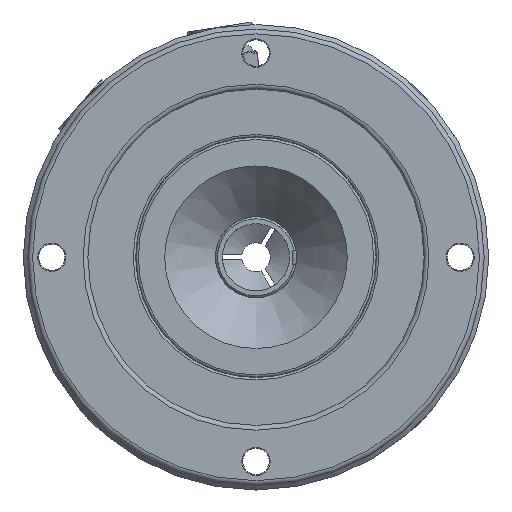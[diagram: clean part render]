
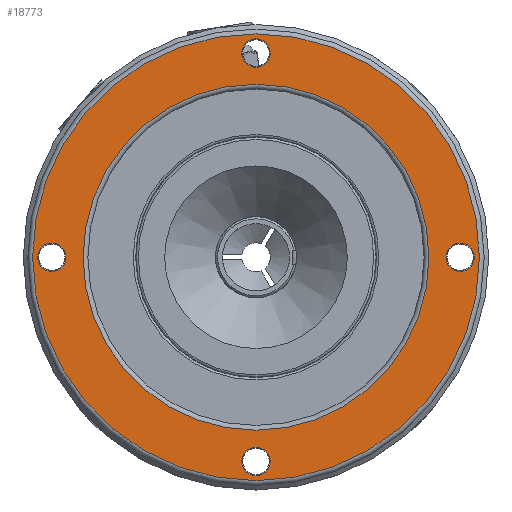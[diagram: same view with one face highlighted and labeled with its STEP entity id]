
A CAD part, left-side view. The second image highlights one B-rep face of the part: STEP entity #18773.
In plain terms, the highlighted planar face has unit normal (-1, 0, 0).
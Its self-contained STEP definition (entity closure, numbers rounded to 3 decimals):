
#121 = EDGE_LOOP ( 'NONE', ( #13683 ) ) ;
#371 = CIRCLE ( 'NONE', #33721, 2.95 ) ;
#625 = FACE_BOUND ( 'NONE', #44015, .T. ) ;
#898 = PLANE ( 'NONE',  #27229 ) ;
#1373 = CARTESIAN_POINT ( 'NONE',  ( 0., 42.5, 0. ) ) ;
#3651 = EDGE_LOOP ( 'NONE', ( #27308 ) ) ;
#4734 = FACE_BOUND ( 'NONE', #121, .T. ) ;
#5578 = CARTESIAN_POINT ( 'NONE',  ( 0., 35., 0. ) ) ;
#5764 = DIRECTION ( 'NONE',  ( 1., 0., 0. ) ) ;
#6743 = AXIS2_PLACEMENT_3D ( 'NONE', #20852, #29259, #7789 ) ;
#7789 = DIRECTION ( 'NONE',  ( 0., 0., -1. ) ) ;
#7828 = VERTEX_POINT ( 'NONE', #29021 ) ;
#8839 = EDGE_CURVE ( 'NONE', #51770, #51770, #18747, .T. ) ;
#9117 = VERTEX_POINT ( 'NONE', #14034 ) ;
#9877 = CIRCLE ( 'NONE', #17279, 46.5 ) ;
#10232 = DIRECTION ( 'NONE',  ( 1., 0., 0. ) ) ;
#13683 = ORIENTED_EDGE ( 'NONE', *, *, #50150, .T. ) ;
#14034 = CARTESIAN_POINT ( 'NONE',  ( 0., -42.5, -2.95 ) ) ;
#14088 = DIRECTION ( 'NONE',  ( 0., 0., -1. ) ) ;
#15291 = CIRCLE ( 'NONE', #31038, 36. ) ;
#15603 = DIRECTION ( 'NONE',  ( 0., 0., -1. ) ) ;
#15802 = AXIS2_PLACEMENT_3D ( 'NONE', #1373, #5764, #15603 ) ;
#17279 = AXIS2_PLACEMENT_3D ( 'NONE', #29188, #19631, #46014 ) ;
#18437 = EDGE_LOOP ( 'NONE', ( #45042 ) ) ;
#18627 = FACE_BOUND ( 'NONE', #18437, .T. ) ;
#18747 = CIRCLE ( 'NONE', #6743, 2.95 ) ;
#18773 = ADVANCED_FACE ( 'NONE', ( #40385, #18627, #625, #49674, #31968, #4734 ), #898, .F. ) ;
#19425 = AXIS2_PLACEMENT_3D ( 'NONE', #32335, #36690, #45691 ) ;
#19631 = DIRECTION ( 'NONE',  ( -1., 0., 0. ) ) ;
#20852 = CARTESIAN_POINT ( 'NONE',  ( 0., 0., -42.5 ) ) ;
#21174 = VERTEX_POINT ( 'NONE', #24927 ) ;
#21852 = DIRECTION ( 'NONE',  ( 1., 0., 0. ) ) ;
#22460 = VERTEX_POINT ( 'NONE', #37697 ) ;
#24099 = CIRCLE ( 'NONE', #15802, 2.95 ) ;
#24927 = CARTESIAN_POINT ( 'NONE',  ( 0., 42.5, -2.95 ) ) ;
#27229 = AXIS2_PLACEMENT_3D ( 'NONE', #5578, #10232, #45584 ) ;
#27308 = ORIENTED_EDGE ( 'NONE', *, *, #47246, .T. ) ;
#27442 = ORIENTED_EDGE ( 'NONE', *, *, #44138, .T. ) ;
#29021 = CARTESIAN_POINT ( 'NONE',  ( 0., 0., -46.5 ) ) ;
#29182 = CARTESIAN_POINT ( 'NONE',  ( 0., 0., 0. ) ) ;
#29188 = CARTESIAN_POINT ( 'NONE',  ( 0., 0., 0. ) ) ;
#29259 = DIRECTION ( 'NONE',  ( 1., 0., 0. ) ) ;
#29587 = VERTEX_POINT ( 'NONE', #51634 ) ;
#31038 = AXIS2_PLACEMENT_3D ( 'NONE', #29182, #21852, #42498 ) ;
#31451 = EDGE_CURVE ( 'NONE', #22460, #22460, #15291, .T. ) ;
#31968 = FACE_BOUND ( 'NONE', #45580, .T. ) ;
#32335 = CARTESIAN_POINT ( 'NONE',  ( 0., 0., 42.5 ) ) ;
#33721 = AXIS2_PLACEMENT_3D ( 'NONE', #53833, #45388, #14088 ) ;
#34358 = EDGE_CURVE ( 'NONE', #9117, #9117, #371, .T. ) ;
#36690 = DIRECTION ( 'NONE',  ( 1., 0., 0. ) ) ;
#37697 = CARTESIAN_POINT ( 'NONE',  ( 0., 0., -36. ) ) ;
#37826 = CARTESIAN_POINT ( 'NONE',  ( 0., 0., -45.45 ) ) ;
#38478 = ORIENTED_EDGE ( 'NONE', *, *, #34358, .T. ) ;
#40385 = FACE_OUTER_BOUND ( 'NONE', #3651, .T. ) ;
#42498 = DIRECTION ( 'NONE',  ( 0., 0., -1. ) ) ;
#44015 = EDGE_LOOP ( 'NONE', ( #27442 ) ) ;
#44138 = EDGE_CURVE ( 'NONE', #29587, #29587, #44435, .T. ) ;
#44435 = CIRCLE ( 'NONE', #19425, 2.95 ) ;
#45042 = ORIENTED_EDGE ( 'NONE', *, *, #31451, .T. ) ;
#45388 = DIRECTION ( 'NONE',  ( 1., 0., 0. ) ) ;
#45580 = EDGE_LOOP ( 'NONE', ( #51156 ) ) ;
#45584 = DIRECTION ( 'NONE',  ( 0., 0., -1. ) ) ;
#45691 = DIRECTION ( 'NONE',  ( 0., 0., -1. ) ) ;
#46014 = DIRECTION ( 'NONE',  ( 0., 0., -1. ) ) ;
#47246 = EDGE_CURVE ( 'NONE', #7828, #7828, #9877, .T. ) ;
#49425 = EDGE_LOOP ( 'NONE', ( #38478 ) ) ;
#49674 = FACE_BOUND ( 'NONE', #49425, .T. ) ;
#50150 = EDGE_CURVE ( 'NONE', #21174, #21174, #24099, .T. ) ;
#51156 = ORIENTED_EDGE ( 'NONE', *, *, #8839, .T. ) ;
#51634 = CARTESIAN_POINT ( 'NONE',  ( 0., 0., 39.55 ) ) ;
#51770 = VERTEX_POINT ( 'NONE', #37826 ) ;
#53833 = CARTESIAN_POINT ( 'NONE',  ( 0., -42.5, 0. ) ) ;
